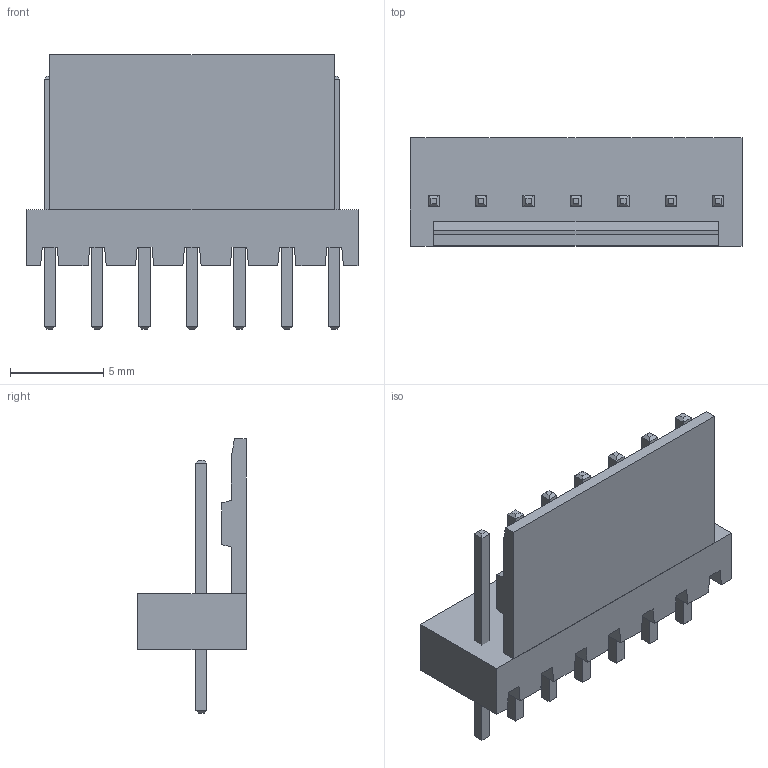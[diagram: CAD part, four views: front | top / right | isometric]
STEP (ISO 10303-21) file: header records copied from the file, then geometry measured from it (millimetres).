
FILE_DESCRIPTION(('TFLEX Exchange Step'),'2;1');
FILE_NAME(' Connfly WF-7.stp', '2020-05-21T12:21:42+05:00',('Admin'),('Unknown organisation'),'TFLEX Exchange 2019.2','T-FLEX CAD','Unknown authorisation');
FILE_SCHEMA( ('AUTOMOTIVE_DESIGN { 1 0 10303 214 1 1 1 1 }') );
Length unit declared in the file: millimetre
Products named in the file (3): 0; Тело_4:7; Вилка Connfly WF-2
Assembly tree (8 placements, depth 2):
  Вилка Connfly WF-2
    0
    Тело_4:7  x7
Bounding box: 17.78 x 5.8 x 14.7 mm (x, y, z)
Volume: 425.1 mm3; surface area: 941 mm2
Topology: 9 solids, 9 shells, 143 faces, 319 edges, 194 vertices
Faces by surface type: plane 143
Entity records: 1866 total; most frequent: CARTESIAN_POINT 319, ORIENTED_EDGE 302, DIRECTION 291, VECTOR 151, LINE 151, EDGE_CURVE 151, VERTEX_POINT 98, AXIS2_PLACEMENT_3D 70
